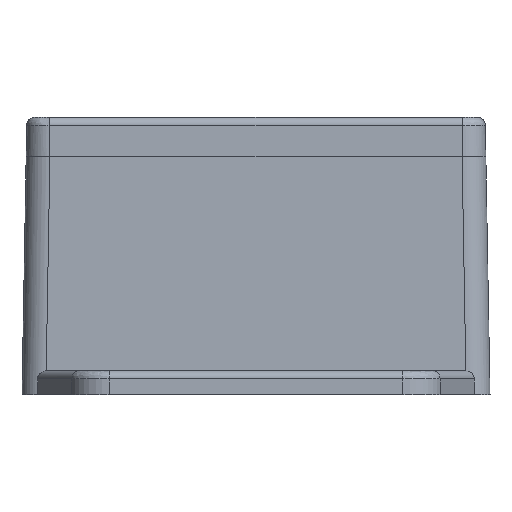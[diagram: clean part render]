
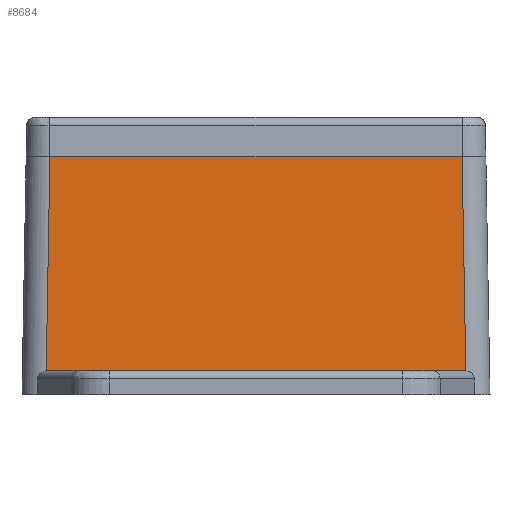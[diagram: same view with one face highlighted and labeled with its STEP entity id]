
A CAD part, front view. The second image highlights one B-rep face of the part: STEP entity #8684.
In plain terms, the highlighted planar face has unit normal (0, -1, 0.018).
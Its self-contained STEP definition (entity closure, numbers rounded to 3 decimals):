
#243 = DIRECTION ( 'NONE',  ( 0., -1., 0.017 ) ) ;
#795 = CARTESIAN_POINT ( 'NONE',  ( -26.734, -32.734, -42.049 ) ) ;
#869 = CARTESIAN_POINT ( 'NONE',  ( -26.428, -32.471, -27. ) ) ;
#1405 = EDGE_CURVE ( 'NONE', #11124, #11588, #13128, .T. ) ;
#1495 = VERTEX_POINT ( 'NONE', #14686 ) ;
#2136 = CARTESIAN_POINT ( 'NONE',  ( -26.472, -32.471, -27.001 ) ) ;
#2235 = CARTESIAN_POINT ( 'NONE',  ( 26.443, -32.471, -27. ) ) ;
#2749 = EDGE_CURVE ( 'NONE', #4548, #11124, #5104, .T. ) ;
#4548 = VERTEX_POINT ( 'NONE', #869 ) ;
#4795 = VECTOR ( 'NONE', #13050, 1000. ) ;
#4926 = CARTESIAN_POINT ( 'NONE',  ( 0., -32., 0. ) ) ;
#5086 = FACE_OUTER_BOUND ( 'NONE', #8910, .T. ) ;
#5104 =( BOUNDED_CURVE ( )  B_SPLINE_CURVE ( 3, ( #14736, #12339, #8472, #8555 ),
 .UNSPECIFIED., .F., .T. ) 
 B_SPLINE_CURVE_WITH_KNOTS ( ( 4, 4 ),
 ( 1.622, 1.663 ),
 .UNSPECIFIED. ) 
 CURVE ( )  GEOMETRIC_REPRESENTATION_ITEM ( )  RATIONAL_B_SPLINE_CURVE ( ( 1., 1., 1., 1. ) ) 
 REPRESENTATION_ITEM ( '' )  );
#5175 = CARTESIAN_POINT ( 'NONE',  ( -29.524, -32.524, -30. ) ) ;
#5398 = EDGE_CURVE ( 'NONE', #8448, #14639, #15738, .T. ) ;
#5409 = PLANE ( 'NONE',  #5484 ) ;
#5484 = AXIS2_PLACEMENT_3D ( 'NONE', #5175, #243, #15142 ) ;
#5607 = ORIENTED_EDGE ( 'NONE', *, *, #1405, .F. ) ;
#5705 = LINE ( 'NONE', #10754, #11719 ) ;
#5765 = ORIENTED_EDGE ( 'NONE', *, *, #11182, .T. ) ;
#6139 = ORIENTED_EDGE ( 'NONE', *, *, #5398, .T. ) ;
#6203 = CARTESIAN_POINT ( 'NONE',  ( -26., -32., 0. ) ) ;
#6303 = CARTESIAN_POINT ( 'NONE',  ( 0., -32.471, -27. ) ) ;
#7313 = CARTESIAN_POINT ( 'NONE',  ( 26.472, -32.471, -27.001 ) ) ;
#7542 = ORIENTED_EDGE ( 'NONE', *, *, #14690, .F. ) ;
#8448 = VERTEX_POINT ( 'NONE', #16302 ) ;
#8472 = CARTESIAN_POINT ( 'NONE',  ( -26.457, -32.471, -27. ) ) ;
#8555 = CARTESIAN_POINT ( 'NONE',  ( -26.472, -32.471, -27.001 ) ) ;
#8684 = ADVANCED_FACE ( 'NONE', ( #5086 ), #5409, .T. ) ;
#8910 = EDGE_LOOP ( 'NONE', ( #9183, #5765, #6139, #13173, #7542, #5607 ) ) ;
#8952 = LINE ( 'NONE', #4926, #11726 ) ;
#9183 = ORIENTED_EDGE ( 'NONE', *, *, #2749, .F. ) ;
#9248 = VECTOR ( 'NONE', #12484, 1000. ) ;
#9785 = CARTESIAN_POINT ( 'NONE',  ( 26.472, -32.471, -27.001 ) ) ;
#9959 = DIRECTION ( 'NONE',  ( 1., 0., 0. ) ) ;
#10754 = CARTESIAN_POINT ( 'NONE',  ( 26.734, -32.734, -42.049 ) ) ;
#11124 = VERTEX_POINT ( 'NONE', #2136 ) ;
#11182 = EDGE_CURVE ( 'NONE', #4548, #8448, #15873, .T. ) ;
#11588 = VERTEX_POINT ( 'NONE', #6203 ) ;
#11719 = VECTOR ( 'NONE', #14357, 1000. ) ;
#11726 = VECTOR ( 'NONE', #9959, 1000. ) ;
#12339 = CARTESIAN_POINT ( 'NONE',  ( -26.443, -32.471, -27. ) ) ;
#12484 = DIRECTION ( 'NONE',  ( 1., 0., 0. ) ) ;
#13050 = DIRECTION ( 'NONE',  ( 0.017, 0.017, 1. ) ) ;
#13128 = LINE ( 'NONE', #795, #4795 ) ;
#13173 = ORIENTED_EDGE ( 'NONE', *, *, #14304, .F. ) ;
#14304 = EDGE_CURVE ( 'NONE', #1495, #14639, #5705, .T. ) ;
#14357 = DIRECTION ( 'NONE',  ( 0.017, -0.017, -1. ) ) ;
#14639 = VERTEX_POINT ( 'NONE', #9785 ) ;
#14686 = CARTESIAN_POINT ( 'NONE',  ( 26., -32., 0. ) ) ;
#14690 = EDGE_CURVE ( 'NONE', #11588, #1495, #8952, .T. ) ;
#14736 = CARTESIAN_POINT ( 'NONE',  ( -26.428, -32.471, -27. ) ) ;
#14806 = CARTESIAN_POINT ( 'NONE',  ( 26.428, -32.471, -27. ) ) ;
#15061 = CARTESIAN_POINT ( 'NONE',  ( 26.457, -32.471, -27. ) ) ;
#15142 = DIRECTION ( 'NONE',  ( 0., -0.017, -1. ) ) ;
#15738 =( BOUNDED_CURVE ( )  B_SPLINE_CURVE ( 3, ( #14806, #2235, #15061, #7313 ),
 .UNSPECIFIED., .F., .T. ) 
 B_SPLINE_CURVE_WITH_KNOTS ( ( 4, 4 ),
 ( 4.763, 4.804 ),
 .UNSPECIFIED. ) 
 CURVE ( )  GEOMETRIC_REPRESENTATION_ITEM ( )  RATIONAL_B_SPLINE_CURVE ( ( 1., 1., 1., 1. ) ) 
 REPRESENTATION_ITEM ( '' )  );
#15873 = LINE ( 'NONE', #6303, #9248 ) ;
#16302 = CARTESIAN_POINT ( 'NONE',  ( 26.428, -32.471, -27. ) ) ;
